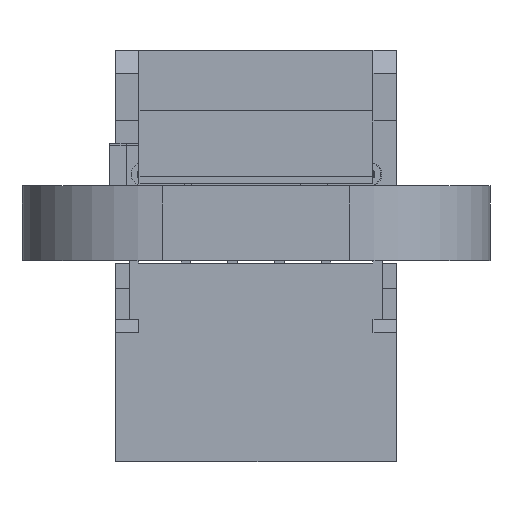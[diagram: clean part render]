
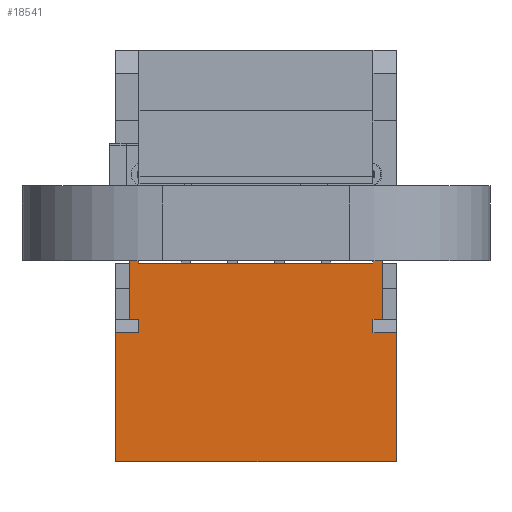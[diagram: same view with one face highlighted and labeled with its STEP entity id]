
A CAD part, left-side view. The second image highlights one B-rep face of the part: STEP entity #18541.
In plain terms, the highlighted face is planar.
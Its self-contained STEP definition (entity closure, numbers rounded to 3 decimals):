
#18015 = VERTEX_POINT('',#18016);
#18016 = CARTESIAN_POINT('',(3.,1.473,1.539));
#18022 = EDGE_CURVE('',#18023,#18015,#18025,.T.);
#18023 = VERTEX_POINT('',#18024);
#18024 = CARTESIAN_POINT('',(3.,1.473,4.3));
#18025 = LINE('',#18026,#18027);
#18026 = CARTESIAN_POINT('',(3.,1.473,0.05
    ));
#18027 = VECTOR('',#18028,1.);
#18028 = DIRECTION('',(0.,0.,-1.));
#18164 = EDGE_CURVE('',#18165,#18167,#18169,.T.);
#18165 = VERTEX_POINT('',#18166);
#18166 = CARTESIAN_POINT('',(-2.5,1.473,0.));
#18167 = VERTEX_POINT('',#18168);
#18168 = CARTESIAN_POINT('',(-2.5,1.473,0.05));
#18169 = LINE('',#18170,#18171);
#18170 = CARTESIAN_POINT('',(-2.5,1.473,1.25)
  );
#18171 = VECTOR('',#18172,1.);
#18172 = DIRECTION('',(0.,0.,1.));
#18321 = VERTEX_POINT('',#18322);
#18322 = CARTESIAN_POINT('',(2.5,1.473,0.));
#18328 = EDGE_CURVE('',#18329,#18321,#18331,.T.);
#18329 = VERTEX_POINT('',#18330);
#18330 = CARTESIAN_POINT('',(2.7,1.473,0.));
#18331 = LINE('',#18332,#18333);
#18332 = CARTESIAN_POINT('',(2.7,1.473,0.));
#18333 = VECTOR('',#18334,1.);
#18334 = DIRECTION('',(-1.,0.,0.));
#18440 = EDGE_CURVE('',#18441,#18167,#18443,.T.);
#18441 = VERTEX_POINT('',#18442);
#18442 = CARTESIAN_POINT('',(2.5,1.473,0.05));
#18443 = LINE('',#18444,#18445);
#18444 = CARTESIAN_POINT('',(3.,1.473,0.05
    ));
#18445 = VECTOR('',#18446,1.);
#18446 = DIRECTION('',(-1.,0.,0.));
#18489 = EDGE_CURVE('',#18321,#18441,#18490,.T.);
#18490 = LINE('',#18491,#18492);
#18491 = CARTESIAN_POINT('',(2.5,1.473,1.25)
  );
#18492 = VECTOR('',#18493,1.);
#18493 = DIRECTION('',(0.,0.,1.));
#18505 = VERTEX_POINT('',#18506);
#18506 = CARTESIAN_POINT('',(2.7,1.473,1.25));
#18531 = EDGE_CURVE('',#18329,#18505,#18532,.T.);
#18532 = LINE('',#18533,#18534);
#18533 = CARTESIAN_POINT('',(2.7,1.473,1.25)
  );
#18534 = VECTOR('',#18535,1.);
#18535 = DIRECTION('',(0.,0.,1.));
#18541 = ADVANCED_FACE('',(#18542),#18626,.F.);
#18542 = FACE_BOUND('',#18543,.T.);
#18543 = EDGE_LOOP('',(#18544,#18554,#18562,#18568,#18569,#18577,#18585,
    #18591,#18592,#18593,#18594,#18595,#18596,#18604,#18612,#18620));
#18544 = ORIENTED_EDGE('',*,*,#18545,.T.);
#18545 = EDGE_CURVE('',#18546,#18548,#18550,.T.);
#18546 = VERTEX_POINT('',#18547);
#18547 = CARTESIAN_POINT('',(-2.5,1.473,1.539));
#18548 = VERTEX_POINT('',#18549);
#18549 = CARTESIAN_POINT('',(-3.,1.473,1.539));
#18550 = LINE('',#18551,#18552);
#18551 = CARTESIAN_POINT('',(-2.5,1.473,1.539
    ));
#18552 = VECTOR('',#18553,1.);
#18553 = DIRECTION('',(-1.,0.,0.));
#18554 = ORIENTED_EDGE('',*,*,#18555,.T.);
#18555 = EDGE_CURVE('',#18548,#18556,#18558,.T.);
#18556 = VERTEX_POINT('',#18557);
#18557 = CARTESIAN_POINT('',(-3.,1.473,4.3));
#18558 = LINE('',#18559,#18560);
#18559 = CARTESIAN_POINT('',(-3.,1.473,
    0.05));
#18560 = VECTOR('',#18561,1.);
#18561 = DIRECTION('',(0.,0.,1.));
#18562 = ORIENTED_EDGE('',*,*,#18563,.T.);
#18563 = EDGE_CURVE('',#18556,#18023,#18564,.T.);
#18564 = LINE('',#18565,#18566);
#18565 = CARTESIAN_POINT('',(-3.,1.473,4.3)
  );
#18566 = VECTOR('',#18567,1.);
#18567 = DIRECTION('',(1.,0.,0.));
#18568 = ORIENTED_EDGE('',*,*,#18022,.T.);
#18569 = ORIENTED_EDGE('',*,*,#18570,.F.);
#18570 = EDGE_CURVE('',#18571,#18015,#18573,.T.);
#18571 = VERTEX_POINT('',#18572);
#18572 = CARTESIAN_POINT('',(2.5,1.473,1.539));
#18573 = LINE('',#18574,#18575);
#18574 = CARTESIAN_POINT('',(2.5,1.473,1.539)
  );
#18575 = VECTOR('',#18576,1.);
#18576 = DIRECTION('',(1.,0.,0.));
#18577 = ORIENTED_EDGE('',*,*,#18578,.F.);
#18578 = EDGE_CURVE('',#18579,#18571,#18581,.T.);
#18579 = VERTEX_POINT('',#18580);
#18580 = CARTESIAN_POINT('',(2.5,1.473,1.25));
#18581 = LINE('',#18582,#18583);
#18582 = CARTESIAN_POINT('',(2.5,1.473,0.6)
  );
#18583 = VECTOR('',#18584,1.);
#18584 = DIRECTION('',(0.,0.,1.));
#18585 = ORIENTED_EDGE('',*,*,#18586,.F.);
#18586 = EDGE_CURVE('',#18505,#18579,#18587,.T.);
#18587 = LINE('',#18588,#18589);
#18588 = CARTESIAN_POINT('',(2.7,1.473,1.25)
  );
#18589 = VECTOR('',#18590,1.);
#18590 = DIRECTION('',(-1.,0.,0.));
#18591 = ORIENTED_EDGE('',*,*,#18531,.F.);
#18592 = ORIENTED_EDGE('',*,*,#18328,.T.);
#18593 = ORIENTED_EDGE('',*,*,#18489,.T.);
#18594 = ORIENTED_EDGE('',*,*,#18440,.T.);
#18595 = ORIENTED_EDGE('',*,*,#18164,.F.);
#18596 = ORIENTED_EDGE('',*,*,#18597,.F.);
#18597 = EDGE_CURVE('',#18598,#18165,#18600,.T.);
#18598 = VERTEX_POINT('',#18599);
#18599 = CARTESIAN_POINT('',(-2.7,1.473,0.));
#18600 = LINE('',#18601,#18602);
#18601 = CARTESIAN_POINT('',(-2.7,1.473,0.));
#18602 = VECTOR('',#18603,1.);
#18603 = DIRECTION('',(1.,0.,0.));
#18604 = ORIENTED_EDGE('',*,*,#18605,.T.);
#18605 = EDGE_CURVE('',#18598,#18606,#18608,.T.);
#18606 = VERTEX_POINT('',#18607);
#18607 = CARTESIAN_POINT('',(-2.7,1.473,1.25));
#18608 = LINE('',#18609,#18610);
#18609 = CARTESIAN_POINT('',(-2.7,1.473,1.25)
  );
#18610 = VECTOR('',#18611,1.);
#18611 = DIRECTION('',(0.,0.,1.));
#18612 = ORIENTED_EDGE('',*,*,#18613,.T.);
#18613 = EDGE_CURVE('',#18606,#18614,#18616,.T.);
#18614 = VERTEX_POINT('',#18615);
#18615 = CARTESIAN_POINT('',(-2.5,1.473,1.25));
#18616 = LINE('',#18617,#18618);
#18617 = CARTESIAN_POINT('',(-2.7,1.473,1.25)
  );
#18618 = VECTOR('',#18619,1.);
#18619 = DIRECTION('',(1.,0.,0.));
#18620 = ORIENTED_EDGE('',*,*,#18621,.T.);
#18621 = EDGE_CURVE('',#18614,#18546,#18622,.T.);
#18622 = LINE('',#18623,#18624);
#18623 = CARTESIAN_POINT('',(-2.5,1.473,1.539
    ));
#18624 = VECTOR('',#18625,1.);
#18625 = DIRECTION('',(0.,0.,1.));
#18626 = PLANE('',#18627);
#18627 = AXIS2_PLACEMENT_3D('',#18628,#18629,#18630);
#18628 = CARTESIAN_POINT('',(-3.,1.473,0.05));
#18629 = DIRECTION('',(0.,-1.,0.));
#18630 = DIRECTION('',(0.,0.,-1.));
